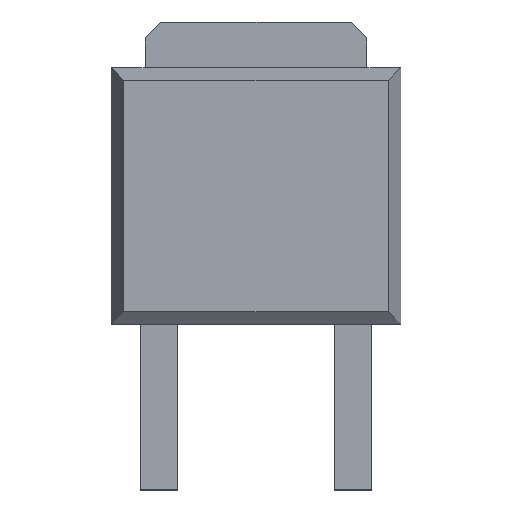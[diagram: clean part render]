
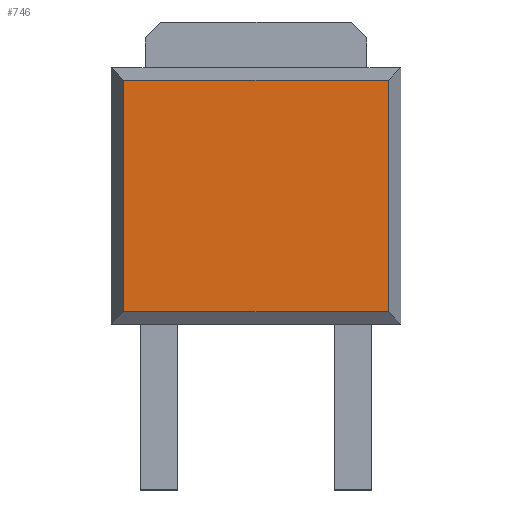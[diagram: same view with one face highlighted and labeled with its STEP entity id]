
A CAD part, top view. The second image highlights one B-rep face of the part: STEP entity #746.
In plain terms, the highlighted planar face has unit normal (0, 0, 1).
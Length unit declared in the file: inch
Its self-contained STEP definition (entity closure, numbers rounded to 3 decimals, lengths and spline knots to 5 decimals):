
#12 = CARTESIAN_POINT ( 'NONE',  ( 0.12296, -0.10746, 0.081 ) ) ;
#23 = CARTESIAN_POINT ( 'NONE',  ( 0.12296, 0.10746, 0.081 ) ) ;
#39 = CARTESIAN_POINT ( 'NONE',  ( -0.12296, -0.069, 0.081 ) ) ;
#42 = DIRECTION ( 'NONE',  ( 0., -1., 0. ) ) ;
#45 = CARTESIAN_POINT ( 'NONE',  ( -0.0845, 0.10746, 0.081 ) ) ;
#48 = DIRECTION ( 'NONE',  ( -1., 0., 0. ) ) ;
#55 = CARTESIAN_POINT ( 'NONE',  ( 0.12296, 0.069, 0.081 ) ) ;
#56 = DIRECTION ( 'NONE',  ( 0., 1., 0. ) ) ;
#89 = CARTESIAN_POINT ( 'NONE',  ( 0.0845, -0.10746, 0.081 ) ) ;
#90 = DIRECTION ( 'NONE',  ( 1., 0., 0. ) ) ;
#348 = LINE ( 'NONE', #39, #357 ) ;
#357 = VECTOR ( 'NONE', #42, 39.37008 ) ;
#358 = LINE ( 'NONE', #45, #363 ) ;
#363 = VECTOR ( 'NONE', #48, 39.37008 ) ;
#371 = LINE ( 'NONE', #55, #372 ) ;
#372 = VECTOR ( 'NONE', #56, 39.37008 ) ;
#405 = LINE ( 'NONE', #89, #406 ) ;
#406 = VECTOR ( 'NONE', #90, 39.37008 ) ;
#511 = CARTESIAN_POINT ( 'NONE',  ( -0.12296, -0.10746, 0.081 ) ) ;
#569 = ORIENTED_EDGE ( 'NONE', *, *, #823, .T. ) ;
#570 = ORIENTED_EDGE ( 'NONE', *, *, #847, .T. ) ;
#571 = ORIENTED_EDGE ( 'NONE', *, *, #830, .T. ) ;
#572 = ORIENTED_EDGE ( 'NONE', *, *, #826, .T. ) ;
#598 = EDGE_LOOP ( 'NONE', ( #569, #570, #571, #572 ) ) ;
#685 = FACE_OUTER_BOUND ( 'NONE', #598, .T. ) ;
#746 = ADVANCED_FACE ( 'NONE', ( #685 ), #1155, .T. ) ;
#777 = VERTEX_POINT ( 'NONE', #1008 ) ;
#782 = VERTEX_POINT ( 'NONE', #511 ) ;
#796 = VERTEX_POINT ( 'NONE', #12 ) ;
#808 = VERTEX_POINT ( 'NONE', #23 ) ;
#823 = EDGE_CURVE ( 'NONE', #777, #782, #348, .T. ) ;
#826 = EDGE_CURVE ( 'NONE', #808, #777, #358, .T. ) ;
#830 = EDGE_CURVE ( 'NONE', #796, #808, #371, .T. ) ;
#847 = EDGE_CURVE ( 'NONE', #782, #796, #405, .T. ) ;
#900 = AXIS2_PLACEMENT_3D ( 'NONE', #1013, #1165, #1162 ) ;
#1008 = CARTESIAN_POINT ( 'NONE',  ( -0.12296, 0.10746, 0.081 ) ) ;
#1013 = CARTESIAN_POINT ( 'NONE',  ( -0.23689, -0.21179, 0.081 ) ) ;
#1155 = PLANE ( 'NONE',  #900 ) ;
#1162 = DIRECTION ( 'NONE',  ( 1., 0., 0. ) ) ;
#1165 = DIRECTION ( 'NONE',  ( 0., 0., 1. ) ) ;
